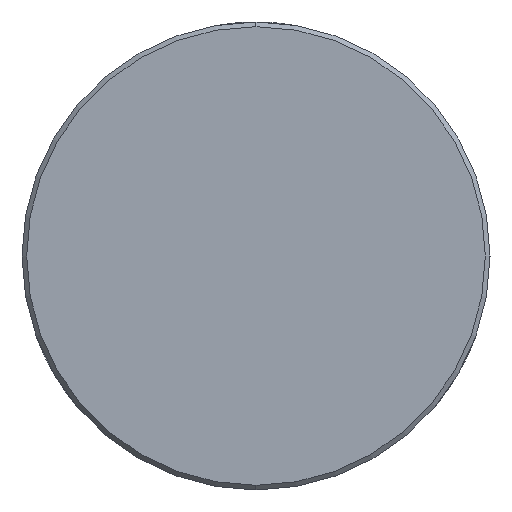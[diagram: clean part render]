
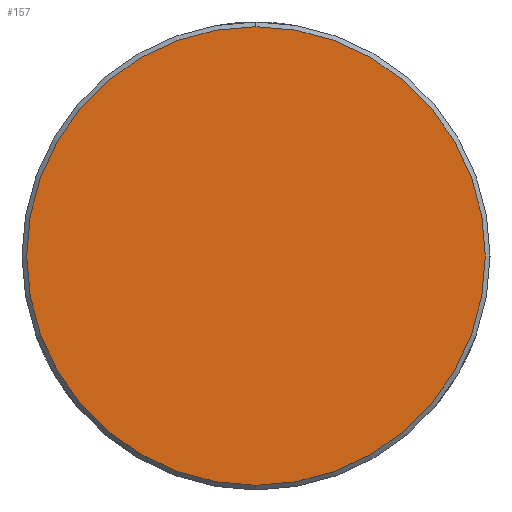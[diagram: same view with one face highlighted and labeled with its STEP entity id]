
A CAD part, left-side view. The second image highlights one B-rep face of the part: STEP entity #157.
In plain terms, the highlighted planar face has unit normal (-1, 0, 0).
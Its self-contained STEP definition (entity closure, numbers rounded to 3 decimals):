
#6 = CARTESIAN_POINT ( 'NONE',  ( -74.9, 0., 0. ) ) ;
#157 = ADVANCED_FACE ( 'NONE', ( #810 ), #596, .F. ) ;
#260 = DIRECTION ( 'NONE',  ( 1., 0., 0. ) ) ;
#275 = CARTESIAN_POINT ( 'NONE',  ( -74.9, 0., -14.7 ) ) ;
#291 = CIRCLE ( 'NONE', #926, 14.7 ) ;
#312 = VERTEX_POINT ( 'NONE', #536 ) ;
#342 = DIRECTION ( 'NONE',  ( 0., 0., -1. ) ) ;
#348 = EDGE_CURVE ( 'NONE', #312, #523, #657, .T. ) ;
#367 = DIRECTION ( 'NONE',  ( 0., 0., -1. ) ) ;
#420 = DIRECTION ( 'NONE',  ( 0., 0., -1. ) ) ;
#523 = VERTEX_POINT ( 'NONE', #275 ) ;
#536 = CARTESIAN_POINT ( 'NONE',  ( -74.9, 0., 14.7 ) ) ;
#596 = PLANE ( 'NONE',  #647 ) ;
#647 = AXIS2_PLACEMENT_3D ( 'NONE', #921, #260, #342 ) ;
#657 = CIRCLE ( 'NONE', #1026, 14.7 ) ;
#660 = EDGE_LOOP ( 'NONE', ( #980, #967 ) ) ;
#701 = DIRECTION ( 'NONE',  ( -1., 0., 0. ) ) ;
#707 = CARTESIAN_POINT ( 'NONE',  ( -74.9, 0., 0. ) ) ;
#810 = FACE_OUTER_BOUND ( 'NONE', #660, .T. ) ;
#908 = DIRECTION ( 'NONE',  ( -1., 0., 0. ) ) ;
#921 = CARTESIAN_POINT ( 'NONE',  ( -74.9, -14.876, 14.876 ) ) ;
#926 = AXIS2_PLACEMENT_3D ( 'NONE', #6, #908, #420 ) ;
#967 = ORIENTED_EDGE ( 'NONE', *, *, #348, .T. ) ;
#980 = ORIENTED_EDGE ( 'NONE', *, *, #1001, .T. ) ;
#1001 = EDGE_CURVE ( 'NONE', #523, #312, #291, .T. ) ;
#1026 = AXIS2_PLACEMENT_3D ( 'NONE', #707, #701, #367 ) ;
